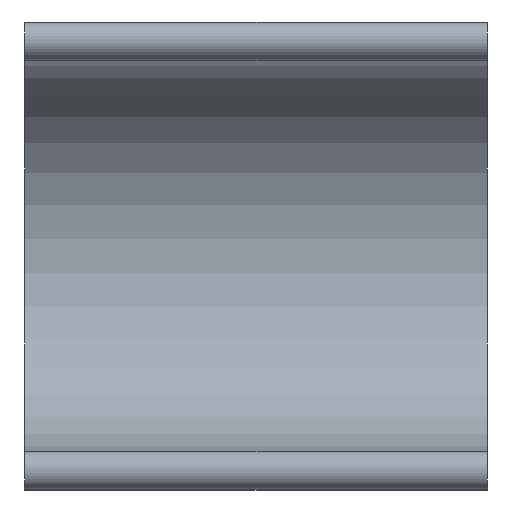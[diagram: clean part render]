
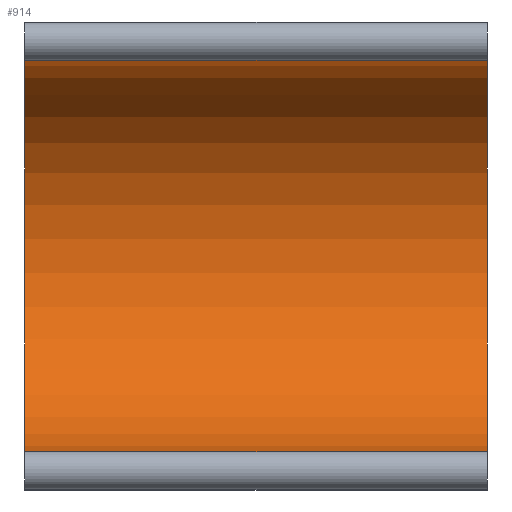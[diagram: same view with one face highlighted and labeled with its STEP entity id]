
A CAD part, left-side view. The second image highlights one B-rep face of the part: STEP entity #914.
In plain terms, the highlighted cylindrical face has radius 5.1 mm (diameter 10.2 mm), a partial arc.
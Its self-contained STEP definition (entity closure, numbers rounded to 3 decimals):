
#49=CIRCLE('',#956,5.1);
#62=CIRCLE('',#972,5.1);
#98=CYLINDRICAL_SURFACE('',#1018,5.1);
#142=FACE_OUTER_BOUND('',#196,.T.);
#196=EDGE_LOOP('',(#839,#840,#841,#842));
#223=LINE('',#1462,#303);
#226=LINE('',#1466,#306);
#303=VECTOR('',#1147,10.);
#306=VECTOR('',#1152,10.);
#392=VERTEX_POINT('',#1406);
#393=VERTEX_POINT('',#1408);
#407=VERTEX_POINT('',#1442);
#408=VERTEX_POINT('',#1444);
#490=EDGE_CURVE('',#392,#393,#49,.T.);
#508=EDGE_CURVE('',#407,#408,#62,.T.);
#517=EDGE_CURVE('',#393,#407,#223,.T.);
#520=EDGE_CURVE('',#408,#392,#226,.T.);
#839=ORIENTED_EDGE('',*,*,#517,.F.);
#840=ORIENTED_EDGE('',*,*,#490,.F.);
#841=ORIENTED_EDGE('',*,*,#520,.F.);
#842=ORIENTED_EDGE('',*,*,#508,.F.);
#914=ADVANCED_FACE('',(#142),#98,.F.);
#956=AXIS2_PLACEMENT_3D('',#1409,#1090,#1091);
#972=AXIS2_PLACEMENT_3D('',#1445,#1127,#1128);
#1018=AXIS2_PLACEMENT_3D('',#1589,#1277,#1278);
#1090=DIRECTION('center_axis',(0.,-1.,0.));
#1091=DIRECTION('ref_axis',(0.,0.,1.));
#1127=DIRECTION('center_axis',(0.,1.,0.));
#1128=DIRECTION('ref_axis',(0.,0.,1.));
#1147=DIRECTION('',(0.,-1.,0.));
#1152=DIRECTION('',(0.,1.,0.));
#1277=DIRECTION('center_axis',(0.,1.,0.));
#1278=DIRECTION('ref_axis',(0.,0.,1.));
#1406=CARTESIAN_POINT('',(0.455,12.,-5.08));
#1408=CARTESIAN_POINT('',(0.455,12.,5.08));
#1409=CARTESIAN_POINT('Origin',(0.,12.,0.));
#1442=CARTESIAN_POINT('',(0.455,0.,5.08));
#1444=CARTESIAN_POINT('',(0.455,0.,-5.08));
#1445=CARTESIAN_POINT('Origin',(0.,0.,0.));
#1462=CARTESIAN_POINT('',(0.455,0.,5.08));
#1466=CARTESIAN_POINT('',(0.455,0.,-5.08));
#1589=CARTESIAN_POINT('Origin',(0.,0.,0.));
